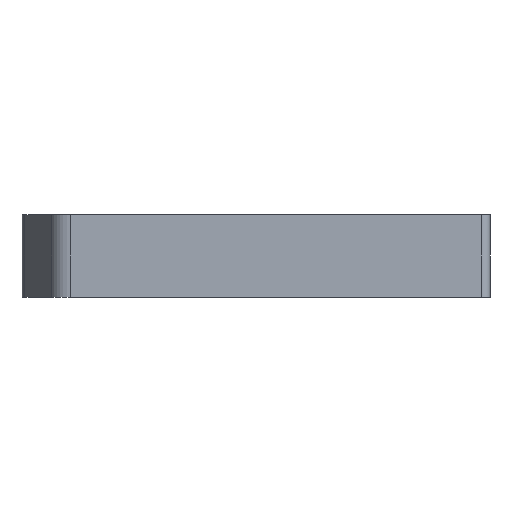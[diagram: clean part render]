
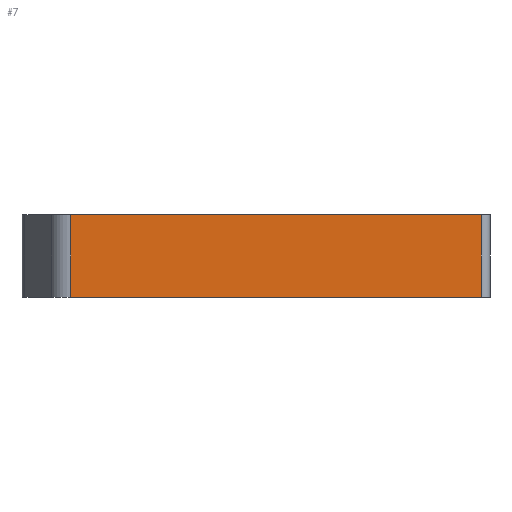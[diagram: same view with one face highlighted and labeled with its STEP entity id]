
A CAD part, front view. The second image highlights one B-rep face of the part: STEP entity #7.
In plain terms, the highlighted planar face has unit normal (0, -1, 0).
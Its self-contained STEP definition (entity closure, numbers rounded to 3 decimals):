
#7 = ADVANCED_FACE ( 'NONE', ( #224 ), #4482, .F. ) ;
#142 = EDGE_CURVE ( 'NONE', #1124, #4208, #4204, .T. ) ;
#213 = CARTESIAN_POINT ( 'NONE',  ( 37.481, -32.442, -8.5 ) ) ;
#224 = FACE_OUTER_BOUND ( 'NONE', #3156, .T. ) ;
#449 = VECTOR ( 'NONE', #2922, 1000. ) ;
#498 = CARTESIAN_POINT ( 'NONE',  ( -41.675, -32.442, 10.5 ) ) ;
#732 = CARTESIAN_POINT ( 'NONE',  ( 37.481, -32.442, 157.208 ) ) ;
#975 = VERTEX_POINT ( 'NONE', #1900 ) ;
#1017 = CARTESIAN_POINT ( 'NONE',  ( -41.675, -32.442, 157.208 ) ) ;
#1124 = VERTEX_POINT ( 'NONE', #213 ) ;
#1512 = ORIENTED_EDGE ( 'NONE', *, *, #3111, .T. ) ;
#1517 = ORIENTED_EDGE ( 'NONE', *, *, #3681, .T. ) ;
#1878 = DIRECTION ( 'NONE',  ( 0., 0., 1. ) ) ;
#1900 = CARTESIAN_POINT ( 'NONE',  ( -56.788, -32.442, 10.5 ) ) ;
#2281 = VECTOR ( 'NONE', #2765, 1000. ) ;
#2412 = AXIS2_PLACEMENT_3D ( 'NONE', #1017, #2560, #1878 ) ;
#2452 = VECTOR ( 'NONE', #3440, 1000. ) ;
#2560 = DIRECTION ( 'NONE',  ( 0., 1., 0. ) ) ;
#2765 = DIRECTION ( 'NONE',  ( -1., 0., 0. ) ) ;
#2921 = CARTESIAN_POINT ( 'NONE',  ( -56.788, -32.442, -8.5 ) ) ;
#2922 = DIRECTION ( 'NONE',  ( 0., 0., -1. ) ) ;
#2925 = LINE ( 'NONE', #3779, #4585 ) ;
#2949 = LINE ( 'NONE', #4436, #449 ) ;
#3111 = EDGE_CURVE ( 'NONE', #975, #4653, #2949, .T. ) ;
#3156 = EDGE_LOOP ( 'NONE', ( #1517, #1512, #3203, #3998 ) ) ;
#3190 = LINE ( 'NONE', #498, #2281 ) ;
#3203 = ORIENTED_EDGE ( 'NONE', *, *, #4357, .T. ) ;
#3440 = DIRECTION ( 'NONE',  ( 0., 0., 1. ) ) ;
#3681 = EDGE_CURVE ( 'NONE', #4208, #975, #3190, .T. ) ;
#3779 = CARTESIAN_POINT ( 'NONE',  ( -41.675, -32.442, -8.5 ) ) ;
#3998 = ORIENTED_EDGE ( 'NONE', *, *, #142, .T. ) ;
#4204 = LINE ( 'NONE', #732, #2452 ) ;
#4208 = VERTEX_POINT ( 'NONE', #4409 ) ;
#4357 = EDGE_CURVE ( 'NONE', #4653, #1124, #2925, .T. ) ;
#4409 = CARTESIAN_POINT ( 'NONE',  ( 37.481, -32.442, 10.5 ) ) ;
#4436 = CARTESIAN_POINT ( 'NONE',  ( -56.788, -32.442, 157.208 ) ) ;
#4464 = DIRECTION ( 'NONE',  ( 1., 0., 0. ) ) ;
#4482 = PLANE ( 'NONE',  #2412 ) ;
#4585 = VECTOR ( 'NONE', #4464, 1000. ) ;
#4653 = VERTEX_POINT ( 'NONE', #2921 ) ;
